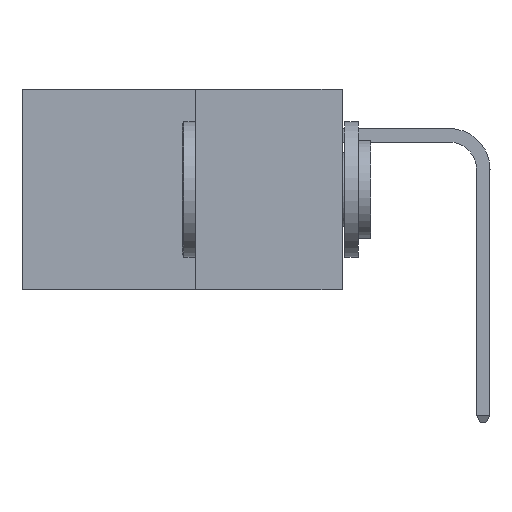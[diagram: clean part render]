
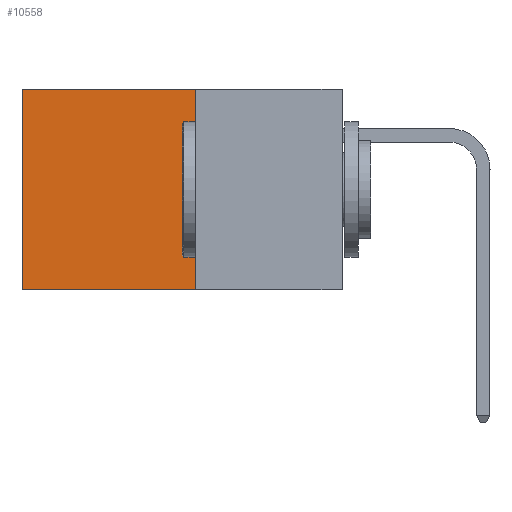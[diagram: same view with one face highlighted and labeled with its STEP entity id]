
A CAD part, left-side view. The second image highlights one B-rep face of the part: STEP entity #10558.
In plain terms, the highlighted planar face has unit normal (-1, 0, 0).
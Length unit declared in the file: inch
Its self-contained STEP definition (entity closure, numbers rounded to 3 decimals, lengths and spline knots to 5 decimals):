
#82 = DIRECTION ( 'NONE',  ( 0., 0., -1. ) ) ;
#354 = CARTESIAN_POINT ( 'NONE',  ( 0.277, 0.27, -0.37 ) ) ;
#676 = VERTEX_POINT ( 'NONE', #12396 ) ;
#1094 = ORIENTED_EDGE ( 'NONE', *, *, #1542, .F. ) ;
#1542 = EDGE_CURVE ( 'NONE', #16927, #676, #4964, .T. ) ;
#1637 = FACE_OUTER_BOUND ( 'NONE', #15766, .T. ) ;
#1833 = ORIENTED_EDGE ( 'NONE', *, *, #2252, .T. ) ;
#2252 = EDGE_CURVE ( 'NONE', #4773, #3724, #14193, .T. ) ;
#2764 = DIRECTION ( 'NONE',  ( 0., 0., -1. ) ) ;
#2898 = CARTESIAN_POINT ( 'NONE',  ( 0.277, 0.59, -0.37 ) ) ;
#3438 = LINE ( 'NONE', #12612, #6876 ) ;
#3724 = VERTEX_POINT ( 'NONE', #12202 ) ;
#4027 = DIRECTION ( 'NONE',  ( 0., 1., 0. ) ) ;
#4396 = PLANE ( 'NONE',  #8163 ) ;
#4773 = VERTEX_POINT ( 'NONE', #11670 ) ;
#4964 = LINE ( 'NONE', #354, #8836 ) ;
#5317 = CARTESIAN_POINT ( 'NONE',  ( 0.277, 0.27, 0. ) ) ;
#5864 = DIRECTION ( 'NONE',  ( 1., 0., 0. ) ) ;
#6876 = VECTOR ( 'NONE', #4027, 39.37008 ) ;
#8163 = AXIS2_PLACEMENT_3D ( 'NONE', #8726, #5864, #15875 ) ;
#8726 = CARTESIAN_POINT ( 'NONE',  ( 0.277, 0.27, -0.37 ) ) ;
#8836 = VECTOR ( 'NONE', #82, 39.37008 ) ;
#9577 = ORIENTED_EDGE ( 'NONE', *, *, #13527, .T. ) ;
#9977 = DIRECTION ( 'NONE',  ( 0., 1., 0. ) ) ;
#10086 = ORIENTED_EDGE ( 'NONE', *, *, #16501, .F. ) ;
#10413 = VECTOR ( 'NONE', #2764, 39.37008 ) ;
#10558 = ADVANCED_FACE ( 'NONE', ( #1637 ), #4396, .F. ) ;
#11670 = CARTESIAN_POINT ( 'NONE',  ( 0.277, 0.59, 0. ) ) ;
#12202 = CARTESIAN_POINT ( 'NONE',  ( 0.277, 0.59, -0.37 ) ) ;
#12396 = CARTESIAN_POINT ( 'NONE',  ( 0.277, 0.27, -0.37 ) ) ;
#12612 = CARTESIAN_POINT ( 'NONE',  ( 0.277, 0.27, 0. ) ) ;
#12821 = LINE ( 'NONE', #18423, #16555 ) ;
#13527 = EDGE_CURVE ( 'NONE', #16927, #4773, #3438, .T. ) ;
#14193 = LINE ( 'NONE', #2898, #10413 ) ;
#15766 = EDGE_LOOP ( 'NONE', ( #1833, #10086, #1094, #9577 ) ) ;
#15875 = DIRECTION ( 'NONE',  ( 0., 0., -1. ) ) ;
#16501 = EDGE_CURVE ( 'NONE', #676, #3724, #12821, .T. ) ;
#16555 = VECTOR ( 'NONE', #9977, 39.37008 ) ;
#16927 = VERTEX_POINT ( 'NONE', #5317 ) ;
#18423 = CARTESIAN_POINT ( 'NONE',  ( 0.277, 0.27, -0.37 ) ) ;
